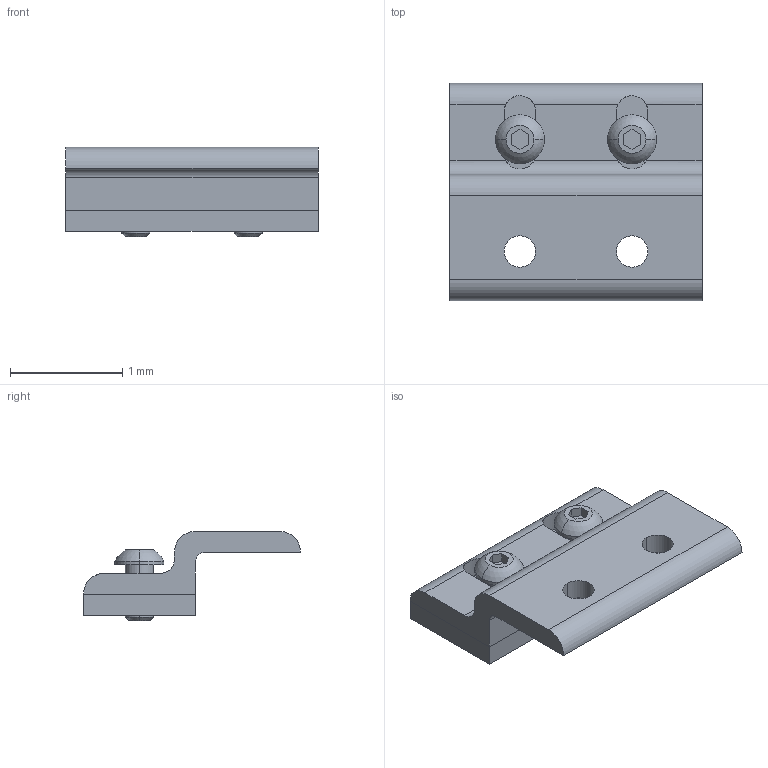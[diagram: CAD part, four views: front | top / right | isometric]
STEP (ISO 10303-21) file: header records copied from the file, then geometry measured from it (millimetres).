
FILE_DESCRIPTION((''),'2;1');
FILE_NAME('10AC7817.stp','2015-07-07T09:56:00',(''),(''),'Mechanical Desktop 2011','Mechanical Desktop 2011',', , ');
FILE_SCHEMA(('CONFIG_CONTROL_DESIGN'));
Length unit declared in the file: millimetre
Products named in the file (1): Product
Bounding box: 2.25 x 1.94 x 0.8 mm (x, y, z)
Volume: 1.3 mm3; surface area: 18.8 mm2
Topology: 4 solids, 4 shells, 73 faces, 181 edges, 118 vertices
Faces by surface type: plane 40, cylinder 25, cone 4, sphere 4
Entity records: 2358 total; most frequent: CARTESIAN_POINT 449, DIRECTION 391, ORIENTED_EDGE 362, EDGE_CURVE 181, AXIS2_PLACEMENT_3D 140, VERTEX_POINT 118, VECTOR 111, LINE 111
